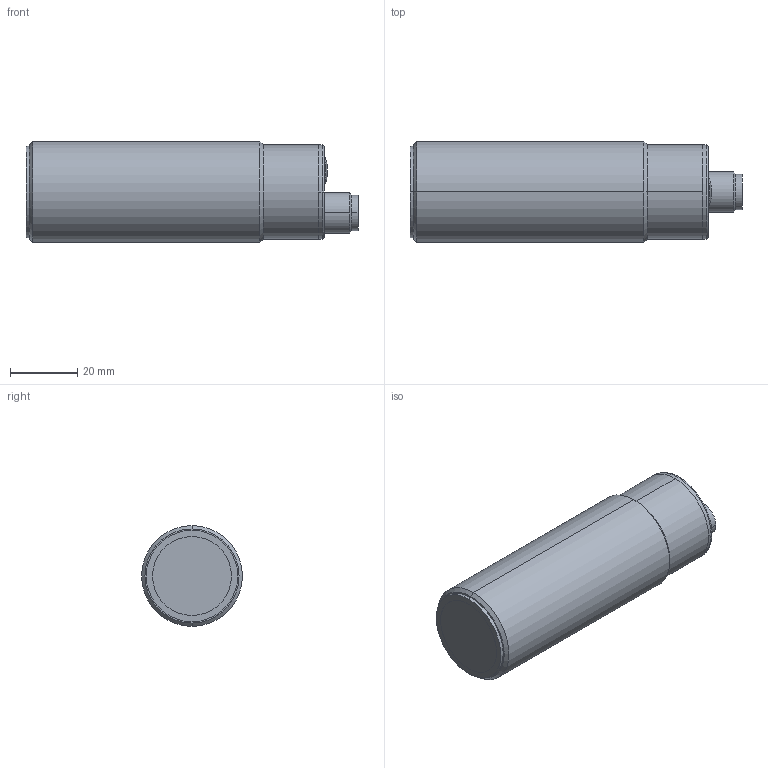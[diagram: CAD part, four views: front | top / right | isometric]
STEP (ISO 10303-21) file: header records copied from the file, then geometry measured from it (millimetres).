
FILE_DESCRIPTION (( 'STEP AP214' ), '1' );
FILE_NAME ('UT1B-E4-0E.step', '2018-04-12T21:47:39', ( '' ), ( '' ), 'SwSTEP 2.0', 'SolidWorks 2017', '' );
FILE_SCHEMA (( 'AUTOMOTIVE_DESIGN' ));
Length unit declared in the file: inch
Products named in the file (1): UT1B-E4-0E
Bounding box: 98.8 x 30 x 30 mm (x, y, z)
Volume: 61516.7 mm3; surface area: 13360.7 mm2
Topology: 5 solids, 9 shells, 107 faces, 225 edges, 140 vertices
Faces by surface type: cylinder 45, plane 30, cone 25, bspline 7
Entity records: 4456 total; most frequent: CARTESIAN_POINT 606, DIRECTION 548, ORIENTED_EDGE 450, AXIS2_PLACEMENT_3D 230, EDGE_CURVE 225, VERTEX_POINT 140, CIRCLE 129, EDGE_LOOP 119
